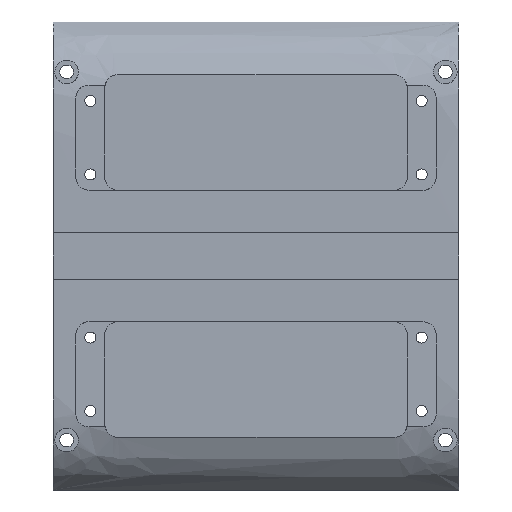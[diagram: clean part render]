
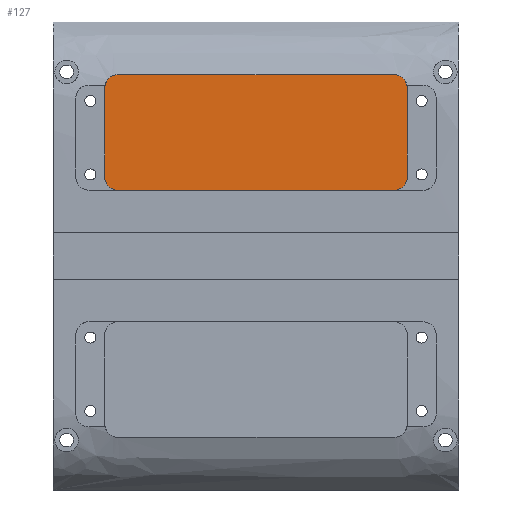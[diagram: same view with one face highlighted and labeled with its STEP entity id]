
A CAD part, front view. The second image highlights one B-rep face of the part: STEP entity #127.
In plain terms, the highlighted planar face has unit normal (0, -1, 0).
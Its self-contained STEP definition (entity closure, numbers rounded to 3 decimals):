
#60 = DIRECTION ( 'NONE',  ( 0., 0., 1. ) ) ;
#127 = ADVANCED_FACE ( 'NONE', ( #2729 ), #142, .F. ) ;
#142 = PLANE ( 'NONE',  #2769 ) ;
#197 = VERTEX_POINT ( 'NONE', #1657 ) ;
#212 = EDGE_CURVE ( 'NONE', #3016, #924, #878, .T. ) ;
#328 = AXIS2_PLACEMENT_3D ( 'NONE', #1230, #3569, #922 ) ;
#341 = CARTESIAN_POINT ( 'NONE',  ( 52.5, 18., 64. ) ) ;
#395 = DIRECTION ( 'NONE',  ( 0., 0., 1. ) ) ;
#398 = DIRECTION ( 'NONE',  ( 0., 0., 1. ) ) ;
#464 = CARTESIAN_POINT ( 'NONE',  ( -52.5, 18., 69. ) ) ;
#524 = EDGE_LOOP ( 'NONE', ( #1673, #2086, #2581, #657, #864, #2337, #1931, #2618 ) ) ;
#540 = VECTOR ( 'NONE', #1675, 1000. ) ;
#570 = CARTESIAN_POINT ( 'NONE',  ( 57.5, 18., 69. ) ) ;
#657 = ORIENTED_EDGE ( 'NONE', *, *, #1451, .T. ) ;
#864 = ORIENTED_EDGE ( 'NONE', *, *, #2146, .F. ) ;
#878 = LINE ( 'NONE', #2849, #3506 ) ;
#922 = DIRECTION ( 'NONE',  ( 0., 0., 1. ) ) ;
#924 = VERTEX_POINT ( 'NONE', #1976 ) ;
#1182 = CARTESIAN_POINT ( 'NONE',  ( 52.5, 18., 25. ) ) ;
#1211 = DIRECTION ( 'NONE',  ( 0., 0., 1. ) ) ;
#1230 = CARTESIAN_POINT ( 'NONE',  ( -52.5, 18., 30. ) ) ;
#1304 = VERTEX_POINT ( 'NONE', #1182 ) ;
#1359 = AXIS2_PLACEMENT_3D ( 'NONE', #341, #3590, #1211 ) ;
#1381 = VECTOR ( 'NONE', #2949, 1000. ) ;
#1417 = LINE ( 'NONE', #3603, #1739 ) ;
#1451 = EDGE_CURVE ( 'NONE', #2864, #197, #3364, .T. ) ;
#1509 = VERTEX_POINT ( 'NONE', #1890 ) ;
#1657 = CARTESIAN_POINT ( 'NONE',  ( -52.5, 18., 25. ) ) ;
#1673 = ORIENTED_EDGE ( 'NONE', *, *, #212, .F. ) ;
#1675 = DIRECTION ( 'NONE',  ( -1., 0., 0. ) ) ;
#1721 = VERTEX_POINT ( 'NONE', #2117 ) ;
#1739 = VECTOR ( 'NONE', #60, 1000. ) ;
#1750 = CIRCLE ( 'NONE', #1359, 5. ) ;
#1801 = CIRCLE ( 'NONE', #2746, 5. ) ;
#1890 = CARTESIAN_POINT ( 'NONE',  ( 57.5, 18., 30. ) ) ;
#1911 = CARTESIAN_POINT ( 'NONE',  ( -57.5, 18., 30. ) ) ;
#1931 = ORIENTED_EDGE ( 'NONE', *, *, #2678, .F. ) ;
#1943 = DIRECTION ( 'NONE',  ( 0., 1., 0. ) ) ;
#1976 = CARTESIAN_POINT ( 'NONE',  ( 52.5, 18., 69. ) ) ;
#1984 = EDGE_CURVE ( 'NONE', #1304, #1509, #2917, .T. ) ;
#1987 = DIRECTION ( 'NONE',  ( 1., 0., 0. ) ) ;
#2086 = ORIENTED_EDGE ( 'NONE', *, *, #2398, .T. ) ;
#2117 = CARTESIAN_POINT ( 'NONE',  ( 57.5, 18., 64. ) ) ;
#2146 = EDGE_CURVE ( 'NONE', #1304, #197, #2500, .T. ) ;
#2222 = DIRECTION ( 'NONE',  ( 0., -1., 0. ) ) ;
#2280 = EDGE_CURVE ( 'NONE', #1721, #924, #1750, .T. ) ;
#2307 = AXIS2_PLACEMENT_3D ( 'NONE', #3097, #2222, #395 ) ;
#2337 = ORIENTED_EDGE ( 'NONE', *, *, #1984, .T. ) ;
#2398 = EDGE_CURVE ( 'NONE', #3016, #2939, #1801, .T. ) ;
#2500 = LINE ( 'NONE', #2852, #540 ) ;
#2504 = CARTESIAN_POINT ( 'NONE',  ( -52.5, 18., 64. ) ) ;
#2581 = ORIENTED_EDGE ( 'NONE', *, *, #3395, .F. ) ;
#2618 = ORIENTED_EDGE ( 'NONE', *, *, #2280, .T. ) ;
#2678 = EDGE_CURVE ( 'NONE', #1721, #1509, #3276, .T. ) ;
#2729 = FACE_OUTER_BOUND ( 'NONE', #524, .T. ) ;
#2746 = AXIS2_PLACEMENT_3D ( 'NONE', #2504, #2788, #398 ) ;
#2769 = AXIS2_PLACEMENT_3D ( 'NONE', #3740, #1943, #3715 ) ;
#2788 = DIRECTION ( 'NONE',  ( 0., -1., 0. ) ) ;
#2849 = CARTESIAN_POINT ( 'NONE',  ( -57.5, 18., 69. ) ) ;
#2852 = CARTESIAN_POINT ( 'NONE',  ( -57.5, 18., 25. ) ) ;
#2864 = VERTEX_POINT ( 'NONE', #1911 ) ;
#2917 = CIRCLE ( 'NONE', #2307, 5. ) ;
#2939 = VERTEX_POINT ( 'NONE', #3713 ) ;
#2949 = DIRECTION ( 'NONE',  ( 0., 0., -1. ) ) ;
#3016 = VERTEX_POINT ( 'NONE', #464 ) ;
#3097 = CARTESIAN_POINT ( 'NONE',  ( 52.5, 18., 30. ) ) ;
#3276 = LINE ( 'NONE', #570, #1381 ) ;
#3364 = CIRCLE ( 'NONE', #328, 5. ) ;
#3395 = EDGE_CURVE ( 'NONE', #2864, #2939, #1417, .T. ) ;
#3506 = VECTOR ( 'NONE', #1987, 1000. ) ;
#3569 = DIRECTION ( 'NONE',  ( 0., -1., 0. ) ) ;
#3590 = DIRECTION ( 'NONE',  ( 0., -1., 0. ) ) ;
#3603 = CARTESIAN_POINT ( 'NONE',  ( -57.5, 18., 69. ) ) ;
#3713 = CARTESIAN_POINT ( 'NONE',  ( -57.5, 18., 64. ) ) ;
#3715 = DIRECTION ( 'NONE',  ( 0., 0., 1. ) ) ;
#3740 = CARTESIAN_POINT ( 'NONE',  ( 0., 18., 0. ) ) ;
